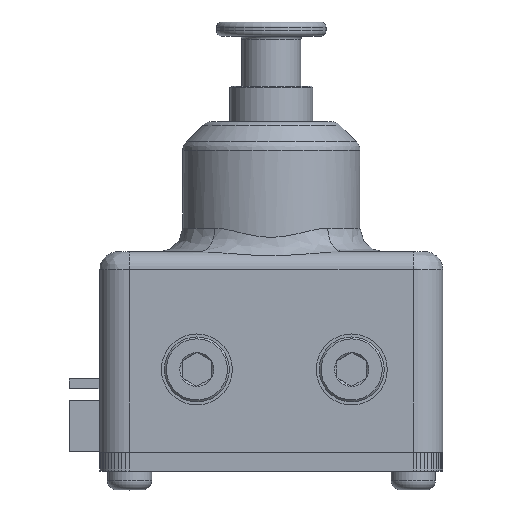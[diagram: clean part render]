
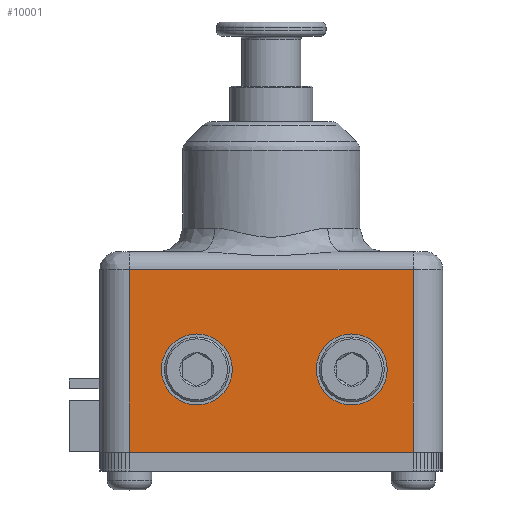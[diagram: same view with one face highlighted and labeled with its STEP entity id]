
A CAD part, left-side view. The second image highlights one B-rep face of the part: STEP entity #10001.
In plain terms, the highlighted planar face has unit normal (-1, 0, 0).
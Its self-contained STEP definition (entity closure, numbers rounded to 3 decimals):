
#391=FACE_BOUND('',#4089,.T.);
#392=FACE_BOUND('',#4090,.T.);
#745=PLANE('',#10855);
#1764=LINE('',#19025,#2840);
#1768=LINE('',#19097,#2844);
#1770=LINE('',#19103,#2846);
#1771=LINE('',#19104,#2847);
#2840=VECTOR('',#13230,10.);
#2844=VECTOR('',#13254,2.5);
#2846=VECTOR('',#13260,2.5);
#2847=VECTOR('',#13261,10.);
#3509=FACE_OUTER_BOUND('',#4088,.T.);
#4088=EDGE_LOOP('',(#9189,#9190,#9191,#9192));
#4089=EDGE_LOOP('',(#9193));
#4090=EDGE_LOOP('',(#9194));
#4342=CIRCLE('',#10856,3.);
#4343=CIRCLE('',#10857,3.);
#5194=VERTEX_POINT('',#19022);
#5195=VERTEX_POINT('',#19024);
#5203=VERTEX_POINT('',#19096);
#5205=VERTEX_POINT('',#19102);
#5206=VERTEX_POINT('',#19105);
#5207=VERTEX_POINT('',#19107);
#6537=EDGE_CURVE('',#5194,#5195,#1764,.T.);
#6549=EDGE_CURVE('',#5203,#5195,#1768,.T.);
#6552=EDGE_CURVE('',#5205,#5194,#1770,.T.);
#6553=EDGE_CURVE('',#5205,#5203,#1771,.T.);
#6554=EDGE_CURVE('',#5206,#5206,#4342,.T.);
#6555=EDGE_CURVE('',#5207,#5207,#4343,.T.);
#9189=ORIENTED_EDGE('',*,*,#6537,.F.);
#9190=ORIENTED_EDGE('',*,*,#6552,.F.);
#9191=ORIENTED_EDGE('',*,*,#6553,.T.);
#9192=ORIENTED_EDGE('',*,*,#6549,.T.);
#9193=ORIENTED_EDGE('',*,*,#6554,.T.);
#9194=ORIENTED_EDGE('',*,*,#6555,.T.);
#10001=ADVANCED_FACE('',(#3509,#391,#392),#745,.T.);
#10855=AXIS2_PLACEMENT_3D('',#19101,#13258,#13259);
#10856=AXIS2_PLACEMENT_3D('',#19106,#13262,#13263);
#10857=AXIS2_PLACEMENT_3D('',#19108,#13264,#13265);
#13230=DIRECTION('',(0.,-1.,0.));
#13254=DIRECTION('',(0.,0.,1.));
#13258=DIRECTION('center_axis',(-1.,0.,
0.));
#13259=DIRECTION('ref_axis',(0.,0.,1.));
#13260=DIRECTION('',(0.,0.,1.));
#13261=DIRECTION('',(0.,-1.,0.));
#13262=DIRECTION('center_axis',(1.,0.,0.));
#13263=DIRECTION('ref_axis',(0.,0.,1.));
#13264=DIRECTION('center_axis',(1.,0.,0.));
#13265=DIRECTION('ref_axis',(0.,-1.,0.));
#19022=CARTESIAN_POINT('',(-22.817,-6.831,2.046));
#19024=CARTESIAN_POINT('',(-22.817,-30.831,2.046));
#19025=CARTESIAN_POINT('',(-22.817,-19.331,2.046));
#19096=CARTESIAN_POINT('',(-22.817,-30.831,-13.404));
#19097=CARTESIAN_POINT('',(-22.817,-30.831,0.696));
#19101=CARTESIAN_POINT('Origin',(-22.817,-19.831,3.146));
#19102=CARTESIAN_POINT('',(-22.817,-6.831,-13.404));
#19103=CARTESIAN_POINT('',(-22.817,-6.831,0.696));
#19104=CARTESIAN_POINT('',(-22.817,-30.331,-13.404));
#19105=CARTESIAN_POINT('',(-22.817,-9.531,-6.404));
#19106=CARTESIAN_POINT('Origin',(-22.817,-12.531,-6.404));
#19107=CARTESIAN_POINT('',(-22.817,-22.632,-6.404));
#19108=CARTESIAN_POINT('Origin',(-22.817,-25.632,-6.404));
